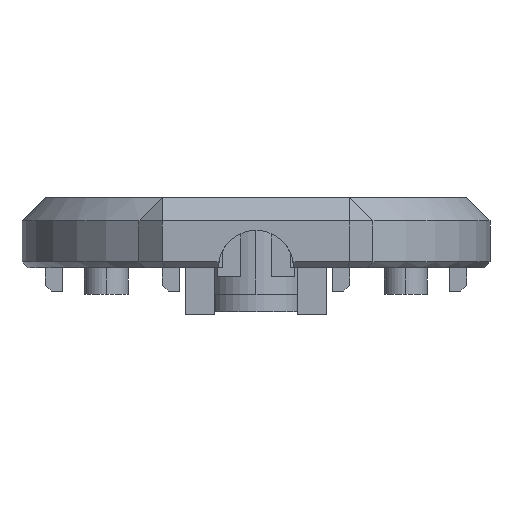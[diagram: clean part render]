
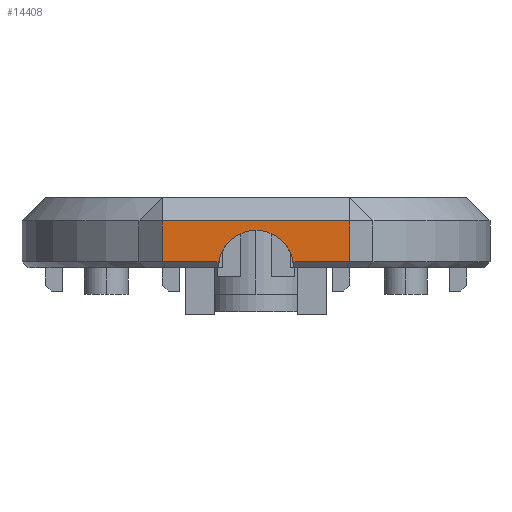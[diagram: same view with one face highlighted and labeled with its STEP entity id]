
A CAD part, left-side view. The second image highlights one B-rep face of the part: STEP entity #14408.
In plain terms, the highlighted planar face has unit normal (-1, 0, 0).
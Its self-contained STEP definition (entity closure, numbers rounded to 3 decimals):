
#69 = ORIENTED_EDGE ( 'NONE', *, *, #4029, .T. ) ;
#268 = DIRECTION ( 'NONE',  ( 0., -1., 0. ) ) ;
#463 = CARTESIAN_POINT ( 'NONE',  ( 0., 23.161, 0.5 ) ) ;
#464 = EDGE_CURVE ( 'NONE', #12819, #4338, #14744, .T. ) ;
#995 = CIRCLE ( 'NONE', #9858, 3.2 ) ;
#1174 = VECTOR ( 'NONE', #14789, 1000. ) ;
#2502 = LINE ( 'NONE', #4904, #5423 ) ;
#3660 = LINE ( 'NONE', #5844, #6431 ) ;
#3804 = DIRECTION ( 'NONE',  ( -1., 0., 0. ) ) ;
#4029 = EDGE_CURVE ( 'NONE', #5320, #5868, #2502, .T. ) ;
#4119 = VERTEX_POINT ( 'NONE', #13211 ) ;
#4338 = VERTEX_POINT ( 'NONE', #463 ) ;
#4432 = LINE ( 'NONE', #5567, #1174 ) ;
#4467 = CARTESIAN_POINT ( 'NONE',  ( 0., 23.2, 0.5 ) ) ;
#4753 = DIRECTION ( 'NONE',  ( 0., 1., 0. ) ) ;
#4817 = CARTESIAN_POINT ( 'NONE',  ( 0., 28., 4. ) ) ;
#4904 = CARTESIAN_POINT ( 'NONE',  ( 0., 0., 4. ) ) ;
#5320 = VERTEX_POINT ( 'NONE', #13285 ) ;
#5423 = VECTOR ( 'NONE', #4753, 1000. ) ;
#5531 = DIRECTION ( 'NONE',  ( -1., 0., 0. ) ) ;
#5567 = CARTESIAN_POINT ( 'NONE',  ( 0., 12., 0.5 ) ) ;
#5844 = CARTESIAN_POINT ( 'NONE',  ( 0., 28., 6. ) ) ;
#5868 = VERTEX_POINT ( 'NONE', #4817 ) ;
#5960 = ORIENTED_EDGE ( 'NONE', *, *, #8375, .T. ) ;
#6431 = VECTOR ( 'NONE', #9213, 1000. ) ;
#6479 = EDGE_CURVE ( 'NONE', #5868, #12819, #3660, .T. ) ;
#6715 = LINE ( 'NONE', #10171, #9193 ) ;
#6877 = CARTESIAN_POINT ( 'NONE',  ( 0., 20., 0.004 ) ) ;
#7124 = ORIENTED_EDGE ( 'NONE', *, *, #464, .T. ) ;
#7312 = CARTESIAN_POINT ( 'NONE',  ( 0., 12., 0.5 ) ) ;
#7726 = ORIENTED_EDGE ( 'NONE', *, *, #6479, .T. ) ;
#7754 = EDGE_LOOP ( 'NONE', ( #10414, #5960, #8438, #69, #7726, #7124 ) ) ;
#7952 = CARTESIAN_POINT ( 'NONE',  ( 0., 28., 0.5 ) ) ;
#8005 = DIRECTION ( 'NONE',  ( 0., -1., 0. ) ) ;
#8375 = EDGE_CURVE ( 'NONE', #4119, #13657, #4432, .T. ) ;
#8438 = ORIENTED_EDGE ( 'NONE', *, *, #14773, .T. ) ;
#9193 = VECTOR ( 'NONE', #10247, 1000. ) ;
#9213 = DIRECTION ( 'NONE',  ( 0., 0., -1. ) ) ;
#9858 = AXIS2_PLACEMENT_3D ( 'NONE', #6877, #5531, #8005 ) ;
#9862 = EDGE_CURVE ( 'NONE', #4119, #4338, #995, .T. ) ;
#10171 = CARTESIAN_POINT ( 'NONE',  ( 0., 12., 6. ) ) ;
#10247 = DIRECTION ( 'NONE',  ( 0., 0., 1. ) ) ;
#10414 = ORIENTED_EDGE ( 'NONE', *, *, #9862, .F. ) ;
#11890 = DIRECTION ( 'NONE',  ( 0., -1., 0. ) ) ;
#12819 = VERTEX_POINT ( 'NONE', #7952 ) ;
#13021 = FACE_OUTER_BOUND ( 'NONE', #7754, .T. ) ;
#13211 = CARTESIAN_POINT ( 'NONE',  ( 0., 16.839, 0.5 ) ) ;
#13285 = CARTESIAN_POINT ( 'NONE',  ( 0., 12., 4. ) ) ;
#13657 = VERTEX_POINT ( 'NONE', #7312 ) ;
#14000 = PLANE ( 'NONE',  #14710 ) ;
#14074 = CARTESIAN_POINT ( 'NONE',  ( 0., 0., 6. ) ) ;
#14265 = VECTOR ( 'NONE', #11890, 1000. ) ;
#14408 = ADVANCED_FACE ( 'NONE', ( #13021 ), #14000, .T. ) ;
#14710 = AXIS2_PLACEMENT_3D ( 'NONE', #14074, #3804, #268 ) ;
#14744 = LINE ( 'NONE', #4467, #14265 ) ;
#14773 = EDGE_CURVE ( 'NONE', #13657, #5320, #6715, .T. ) ;
#14789 = DIRECTION ( 'NONE',  ( 0., -1., 0. ) ) ;
